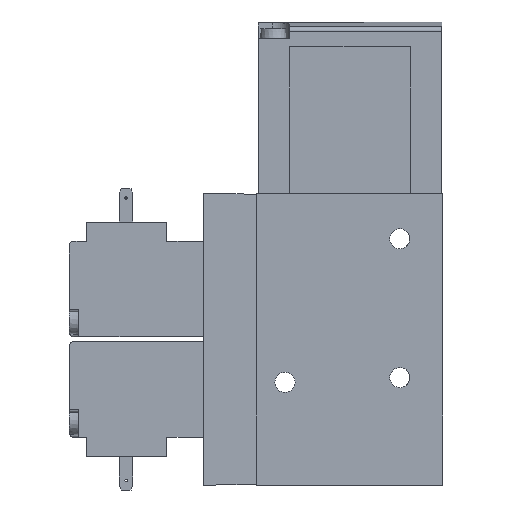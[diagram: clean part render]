
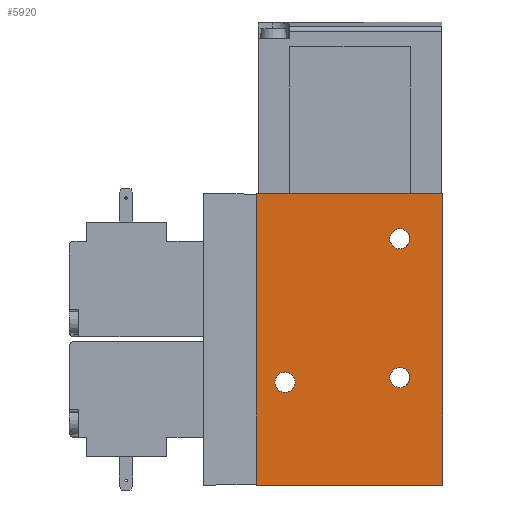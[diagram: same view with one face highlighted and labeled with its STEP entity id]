
A CAD part, left-side view. The second image highlights one B-rep face of the part: STEP entity #5920.
In plain terms, the highlighted planar face has unit normal (-1, 0, 0).
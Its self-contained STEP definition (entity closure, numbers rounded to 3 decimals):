
#219=LINE('',#8138,#601);
#241=LINE('',#8225,#623);
#244=LINE('',#8237,#626);
#247=LINE('',#8245,#629);
#601=VECTOR('',#6742,1000.);
#623=VECTOR('',#6774,1000.);
#626=VECTOR('',#6785,1000.);
#629=VECTOR('',#6792,1000.);
#1086=ORIENTED_EDGE('',*,*,#2302,.T.);
#1087=ORIENTED_EDGE('',*,*,#2303,.T.);
#1088=ORIENTED_EDGE('',*,*,#2304,.T.);
#1089=ORIENTED_EDGE('',*,*,#2241,.F.);
#1090=ORIENTED_EDGE('',*,*,#2277,.F.);
#1091=ORIENTED_EDGE('',*,*,#2273,.F.);
#1092=ORIENTED_EDGE('',*,*,#2267,.F.);
#2241=EDGE_CURVE('',#2853,#2854,#219,.T.);
#2267=EDGE_CURVE('',#2854,#2875,#241,.T.);
#2273=EDGE_CURVE('',#2875,#2880,#244,.T.);
#2277=EDGE_CURVE('',#2880,#2853,#247,.T.);
#2302=EDGE_CURVE('',#2906,#2906,#3230,.T.);
#2303=EDGE_CURVE('',#2907,#2907,#3231,.T.);
#2304=EDGE_CURVE('',#2908,#2908,#3232,.T.);
#2853=VERTEX_POINT('',#8139);
#2854=VERTEX_POINT('',#8140);
#2875=VERTEX_POINT('',#8226);
#2880=VERTEX_POINT('',#8238);
#2906=VERTEX_POINT('',#8296);
#2907=VERTEX_POINT('',#8298);
#2908=VERTEX_POINT('',#8300);
#3230=CIRCLE('',#6196,2.1);
#3231=CIRCLE('',#6197,2.1);
#3232=CIRCLE('',#6198,2.1);
#3463=EDGE_LOOP('',(#1086));
#3464=EDGE_LOOP('',(#1087));
#3465=EDGE_LOOP('',(#1088));
#3466=EDGE_LOOP('',(#1089,#1090,#1091,#1092));
#3777=FACE_BOUND('',#3463,.T.);
#3778=FACE_BOUND('',#3464,.T.);
#3779=FACE_BOUND('',#3465,.T.);
#3780=FACE_BOUND('',#3466,.T.);
#4072=PLANE('',#6195);
#5920=ADVANCED_FACE('',(#3777,#3778,#3779,#3780),#4072,.F.);
#6195=AXIS2_PLACEMENT_3D('',#8294,#6824,#6825);
#6196=AXIS2_PLACEMENT_3D('',#8295,#6826,#6827);
#6197=AXIS2_PLACEMENT_3D('',#8297,#6828,#6829);
#6198=AXIS2_PLACEMENT_3D('',#8299,#6830,#6831);
#6742=DIRECTION('',(0.,0.,1.));
#6774=DIRECTION('',(0.,-1.,0.));
#6785=DIRECTION('',(0.,0.,-1.));
#6792=DIRECTION('',(0.,1.,0.));
#6824=DIRECTION('',(1.,0.,0.));
#6825=DIRECTION('',(0.,0.,-1.));
#6826=DIRECTION('',(1.,0.,0.));
#6827=DIRECTION('',(0.,0.,-1.));
#6828=DIRECTION('',(1.,0.,0.));
#6829=DIRECTION('',(0.,0.,-1.));
#6830=DIRECTION('',(1.,0.,0.));
#6831=DIRECTION('',(0.,0.,-1.));
#8138=CARTESIAN_POINT('',(-11.,39.,0.));
#8139=CARTESIAN_POINT('',(-11.,39.,0.));
#8140=CARTESIAN_POINT('',(-11.,39.,61.));
#8225=CARTESIAN_POINT('',(-11.,39.,61.));
#8226=CARTESIAN_POINT('',(-11.,0.,61.));
#8237=CARTESIAN_POINT('',(-11.,0.,61.));
#8238=CARTESIAN_POINT('',(-11.,0.,0.));
#8245=CARTESIAN_POINT('',(-11.,0.,0.));
#8294=CARTESIAN_POINT('',(-11.,0.,0.));
#8295=CARTESIAN_POINT('',(-11.,33.,21.5));
#8296=CARTESIAN_POINT('',(-11.,33.,19.4));
#8297=CARTESIAN_POINT('',(-11.,9.,51.5));
#8298=CARTESIAN_POINT('',(-11.,9.,49.4));
#8299=CARTESIAN_POINT('',(-11.,9.,22.5));
#8300=CARTESIAN_POINT('',(-11.,9.,20.4));
